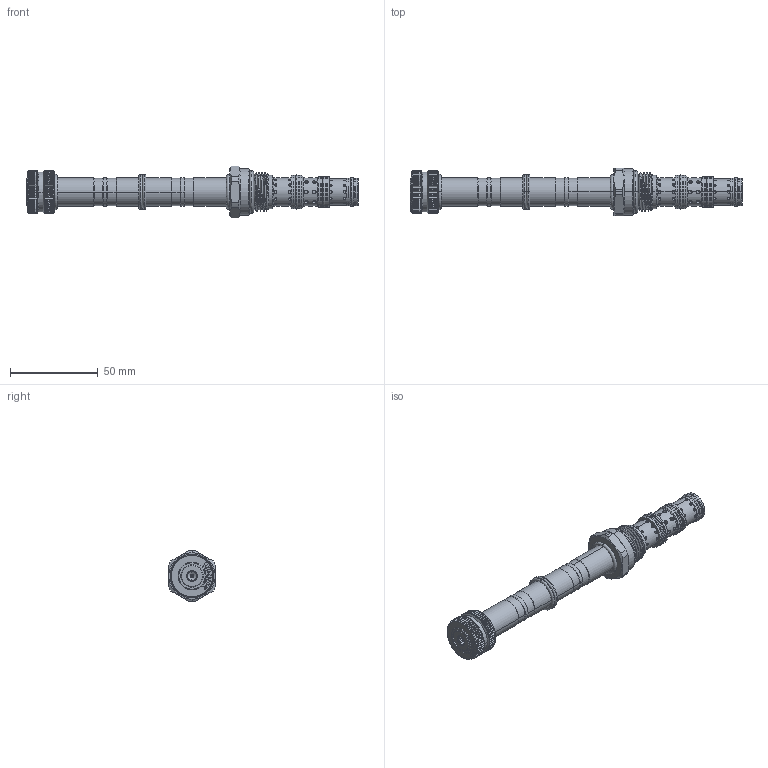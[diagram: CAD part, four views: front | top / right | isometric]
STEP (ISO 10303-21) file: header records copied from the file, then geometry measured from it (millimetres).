
FILE_DESCRIPTION (( 'STEP AP203' ), '1' );
FILE_NAME ('ES10W4C26P04.STEP', '2020-04-10T02:07:11', ( '' ), ( '' ), 'SwSTEP 2.0', 'SolidWorks 2018', '' );
FILE_SCHEMA (( 'CONFIG_CONTROL_DESIGN' ));
Length unit declared in the file: millimetre
Products named in the file (1): ES10W4C26P04
Bounding box: 189.45 x 27 x 29.6 mm (x, y, z)
Volume: 48209.2 mm3; surface area: 18117.6 mm2
Topology: 8 solids, 8 shells, 1332 faces, 3453 edges, 2185 vertices
Faces by surface type: cylinder 628, plane 452, cone 210, torus 34, bspline 8
Entity records: 47269 total; most frequent: CARTESIAN_POINT 15834, ORIENTED_EDGE 6906, DIRECTION 6110, EDGE_CURVE 3453, AXIS2_PLACEMENT_3D 2374, VERTEX_POINT 2185, EDGE_LOOP 1426, LINE 1362
